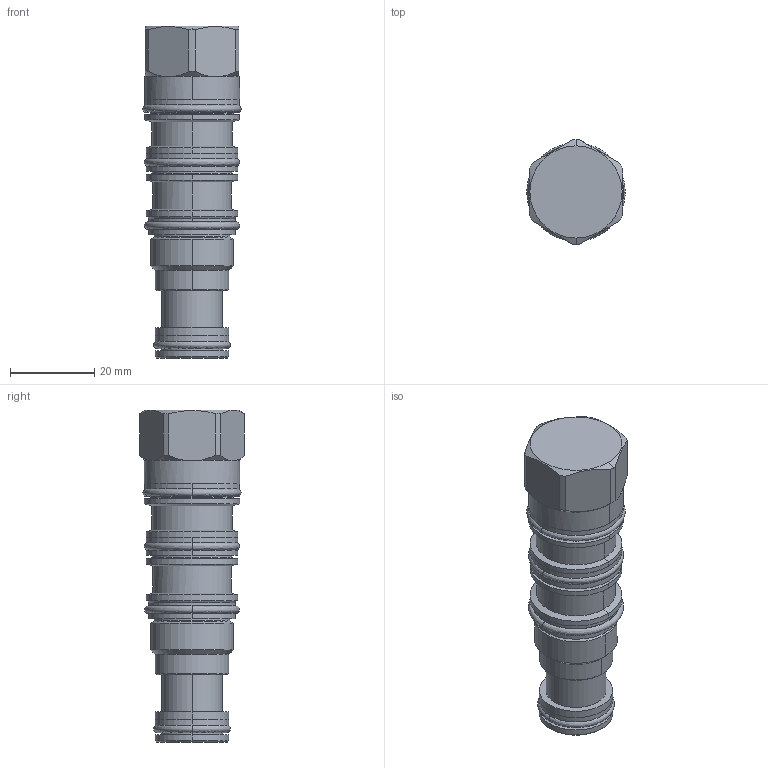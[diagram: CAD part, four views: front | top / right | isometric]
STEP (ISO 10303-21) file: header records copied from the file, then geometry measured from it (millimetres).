
FILE_DESCRIPTION((''),'2;1');
FILE_NAME('DKDS-XHN_PRT','2015-09-09T',('Administrator'),(''),'PRO/ENGINEER BY PARAMETRIC TECHNOLOGY CORPORATION, 2006240','PRO/ENGINEER BY PARAMETRIC TECHNOLOGY CORPORATION, 2006240','');
FILE_SCHEMA(('CONFIG_CONTROL_DESIGN'));
Length unit declared in the file: inch
Products named in the file (1): DKDS-XHN_PRT
Bounding box: 23.29 x 24.84 x 78.68 mm (x, y, z)
Volume: 24468.4 mm3; surface area: 8519.4 mm2
Topology: 5 solids, 5 shells, 153 faces, 334 edges, 198 vertices
Faces by surface type: cylinder 56, plane 31, cone 28, torus 22, revolution 16
Entity records: 5222 total; most frequent: CARTESIAN_POINT 1791, DIRECTION 756, ORIENTED_EDGE 664, EDGE_CURVE 332, AXIS2_PLACEMENT_3D 325, VERTEX_POINT 198, CIRCLE 188, EDGE_LOOP 170
